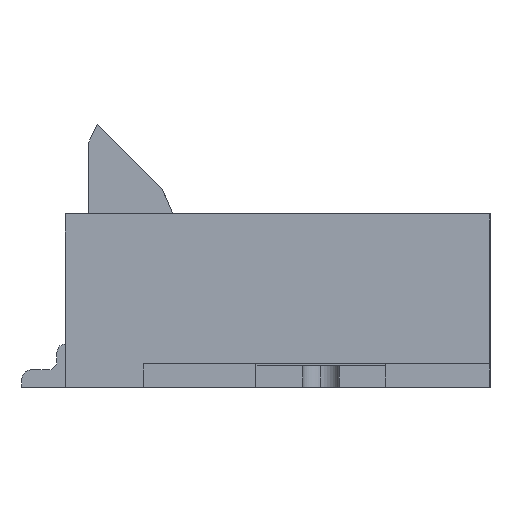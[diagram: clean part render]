
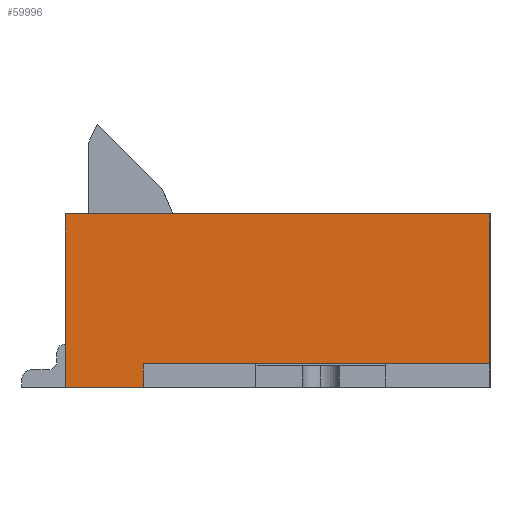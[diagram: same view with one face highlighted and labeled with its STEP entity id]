
A CAD part, left-side view. The second image highlights one B-rep face of the part: STEP entity #59996.
In plain terms, the highlighted planar face has unit normal (-1, 0, 0).
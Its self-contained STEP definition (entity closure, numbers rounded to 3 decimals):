
#4935 = EDGE_CURVE ( 'NONE', #43092, #60561, #68999, .T. ) ;
#5639 = CARTESIAN_POINT ( 'NONE',  ( -14.3, 4.9, 1. ) ) ;
#5794 = VECTOR ( 'NONE', #62547, 1000. ) ;
#11337 = LINE ( 'NONE', #27382, #16788 ) ;
#11716 = PLANE ( 'NONE',  #55346 ) ;
#12688 = VECTOR ( 'NONE', #55198, 1000. ) ;
#13559 = ORIENTED_EDGE ( 'NONE', *, *, #15852, .T. ) ;
#14085 = CARTESIAN_POINT ( 'NONE',  ( -14.3, 4.9, -1. ) ) ;
#15251 = CARTESIAN_POINT ( 'NONE',  ( -14.3, 4.9, 1. ) ) ;
#15852 = EDGE_CURVE ( 'NONE', #63435, #32026, #16009, .T. ) ;
#16009 = LINE ( 'NONE', #60883, #12688 ) ;
#16788 = VECTOR ( 'NONE', #33056, 1000. ) ;
#18159 = CARTESIAN_POINT ( 'NONE',  ( -14.3, 0., -0.73 ) ) ;
#21628 = ORIENTED_EDGE ( 'NONE', *, *, #68087, .F. ) ;
#22050 = CARTESIAN_POINT ( 'NONE',  ( -14.3, 4.9, -1. ) ) ;
#22467 = VECTOR ( 'NONE', #26658, 1000. ) ;
#24434 = CARTESIAN_POINT ( 'NONE',  ( -14.3, 4., -0.73 ) ) ;
#24762 = LINE ( 'NONE', #14085, #5794 ) ;
#26658 = DIRECTION ( 'NONE',  ( 0., -1., 0. ) ) ;
#27382 = CARTESIAN_POINT ( 'NONE',  ( -14.3, 4.9, -1. ) ) ;
#28083 = FACE_OUTER_BOUND ( 'NONE', #70386, .T. ) ;
#30438 = CARTESIAN_POINT ( 'NONE',  ( -14.3, 4., -1. ) ) ;
#32026 = VERTEX_POINT ( 'NONE', #18159 ) ;
#32716 = LINE ( 'NONE', #65461, #68172 ) ;
#33056 = DIRECTION ( 'NONE',  ( 0., 0., 1. ) ) ;
#36056 = DIRECTION ( 'NONE',  ( 0., 0., 1. ) ) ;
#36849 = EDGE_CURVE ( 'NONE', #32026, #60561, #46745, .T. ) ;
#38462 = DIRECTION ( 'NONE',  ( 0., 0., -1. ) ) ;
#39121 = ORIENTED_EDGE ( 'NONE', *, *, #56987, .T. ) ;
#39593 = VERTEX_POINT ( 'NONE', #39704 ) ;
#39704 = CARTESIAN_POINT ( 'NONE',  ( -14.3, 4.9, -1. ) ) ;
#40341 = ORIENTED_EDGE ( 'NONE', *, *, #36849, .T. ) ;
#43092 = VERTEX_POINT ( 'NONE', #5639 ) ;
#46401 = CARTESIAN_POINT ( 'NONE',  ( -14.3, 0., 1. ) ) ;
#46745 = LINE ( 'NONE', #52776, #54220 ) ;
#52776 = CARTESIAN_POINT ( 'NONE',  ( -14.3, 0., -1. ) ) ;
#54176 = DIRECTION ( 'NONE',  ( 1., 0., 0. ) ) ;
#54220 = VECTOR ( 'NONE', #36056, 1000. ) ;
#54719 = EDGE_CURVE ( 'NONE', #39593, #43092, #11337, .T. ) ;
#55198 = DIRECTION ( 'NONE',  ( 0., -1., 0. ) ) ;
#55346 = AXIS2_PLACEMENT_3D ( 'NONE', #22050, #54176, #70118 ) ;
#56987 = EDGE_CURVE ( 'NONE', #39593, #57010, #24762, .T. ) ;
#57010 = VERTEX_POINT ( 'NONE', #30438 ) ;
#57248 = ORIENTED_EDGE ( 'NONE', *, *, #4935, .F. ) ;
#59996 = ADVANCED_FACE ( 'NONE', ( #28083 ), #11716, .F. ) ;
#60561 = VERTEX_POINT ( 'NONE', #46401 ) ;
#60883 = CARTESIAN_POINT ( 'NONE',  ( -14.3, 4., -0.73 ) ) ;
#62547 = DIRECTION ( 'NONE',  ( 0., -1., 0. ) ) ;
#63351 = ORIENTED_EDGE ( 'NONE', *, *, #54719, .F. ) ;
#63435 = VERTEX_POINT ( 'NONE', #24434 ) ;
#65461 = CARTESIAN_POINT ( 'NONE',  ( -14.3, 4., -0.73 ) ) ;
#68087 = EDGE_CURVE ( 'NONE', #63435, #57010, #32716, .T. ) ;
#68172 = VECTOR ( 'NONE', #38462, 1000. ) ;
#68999 = LINE ( 'NONE', #15251, #22467 ) ;
#70118 = DIRECTION ( 'NONE',  ( 0., 0., -1. ) ) ;
#70386 = EDGE_LOOP ( 'NONE', ( #21628, #13559, #40341, #57248, #63351, #39121 ) ) ;
